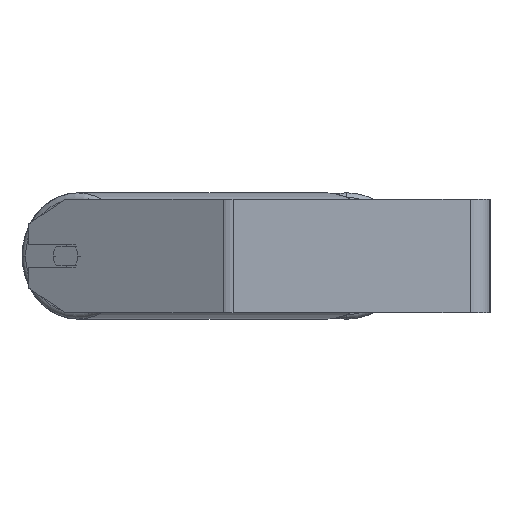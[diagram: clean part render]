
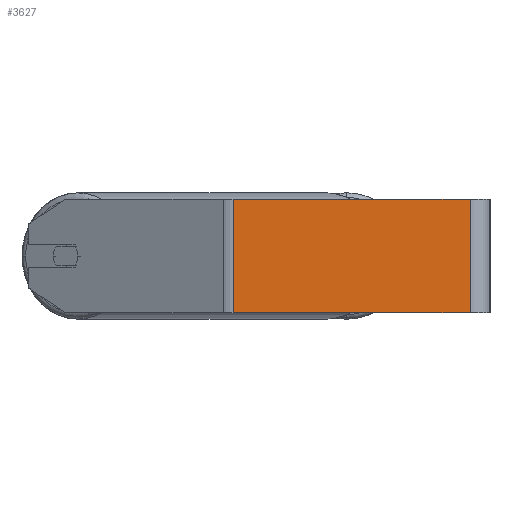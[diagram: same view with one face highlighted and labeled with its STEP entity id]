
A CAD part, left-side view. The second image highlights one B-rep face of the part: STEP entity #3627.
In plain terms, the highlighted planar face has unit normal (-1, 0, 0).
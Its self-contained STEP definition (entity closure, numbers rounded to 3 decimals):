
#363 = DIRECTION ( 'NONE',  ( 1., 0., 0. ) ) ;
#444 = LINE ( 'NONE', #7894, #7691 ) ;
#687 = CARTESIAN_POINT ( 'NONE',  ( -605., 14., 40. ) ) ;
#1103 = VERTEX_POINT ( 'NONE', #3633 ) ;
#1117 = PLANE ( 'NONE',  #8396 ) ;
#1305 = EDGE_CURVE ( 'NONE', #8297, #1103, #5510, .T. ) ;
#1357 = DIRECTION ( 'NONE',  ( 0., 0., -1. ) ) ;
#1548 = VERTEX_POINT ( 'NONE', #2910 ) ;
#2599 = EDGE_CURVE ( 'NONE', #6580, #1548, #4809, .T. ) ;
#2910 = CARTESIAN_POINT ( 'NONE',  ( -605., 180.84, -40. ) ) ;
#3572 = VECTOR ( 'NONE', #5428, 1000. ) ;
#3578 = EDGE_CURVE ( 'NONE', #6580, #8297, #444, .T. ) ;
#3627 = ADVANCED_FACE ( 'NONE', ( #5880 ), #1117, .F. ) ;
#3633 = CARTESIAN_POINT ( 'NONE',  ( -605., 14., -40. ) ) ;
#3966 = ORIENTED_EDGE ( 'NONE', *, *, #1305, .F. ) ;
#4377 = ORIENTED_EDGE ( 'NONE', *, *, #2599, .T. ) ;
#4809 = LINE ( 'NONE', #5379, #3572 ) ;
#4987 = VECTOR ( 'NONE', #1357, 1000. ) ;
#4992 = ORIENTED_EDGE ( 'NONE', *, *, #3578, .F. ) ;
#5095 = CARTESIAN_POINT ( 'NONE',  ( -605., 184.591, 40. ) ) ;
#5379 = CARTESIAN_POINT ( 'NONE',  ( -605., 180.84, 40. ) ) ;
#5428 = DIRECTION ( 'NONE',  ( 0., 0., -1. ) ) ;
#5510 = LINE ( 'NONE', #687, #4987 ) ;
#5879 = LINE ( 'NONE', #8595, #6742 ) ;
#5880 = FACE_OUTER_BOUND ( 'NONE', #7709, .T. ) ;
#6507 = DIRECTION ( 'NONE',  ( 0., 0., -1. ) ) ;
#6580 = VERTEX_POINT ( 'NONE', #6736 ) ;
#6736 = CARTESIAN_POINT ( 'NONE',  ( -605., 180.84, 40. ) ) ;
#6742 = VECTOR ( 'NONE', #8634, 1000. ) ;
#6915 = EDGE_CURVE ( 'NONE', #1548, #1103, #5879, .T. ) ;
#7222 = DIRECTION ( 'NONE',  ( 0., -1., 0. ) ) ;
#7300 = ORIENTED_EDGE ( 'NONE', *, *, #6915, .T. ) ;
#7691 = VECTOR ( 'NONE', #7222, 1000. ) ;
#7709 = EDGE_LOOP ( 'NONE', ( #7300, #3966, #4992, #4377 ) ) ;
#7894 = CARTESIAN_POINT ( 'NONE',  ( -605., 184.591, 40. ) ) ;
#8297 = VERTEX_POINT ( 'NONE', #8463 ) ;
#8396 = AXIS2_PLACEMENT_3D ( 'NONE', #5095, #363, #6507 ) ;
#8463 = CARTESIAN_POINT ( 'NONE',  ( -605., 14., 40. ) ) ;
#8595 = CARTESIAN_POINT ( 'NONE',  ( -605., 184.591, -40. ) ) ;
#8634 = DIRECTION ( 'NONE',  ( 0., -1., 0. ) ) ;
